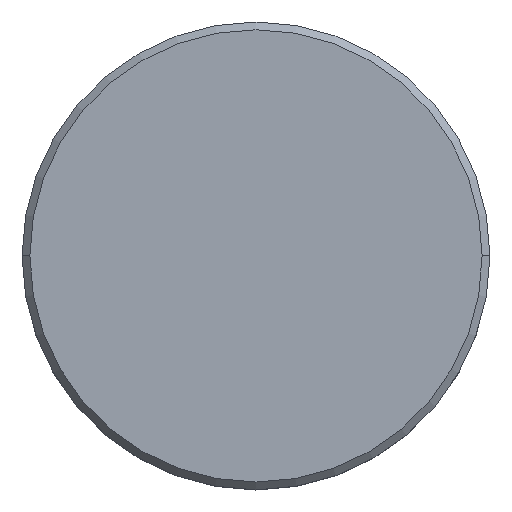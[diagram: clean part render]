
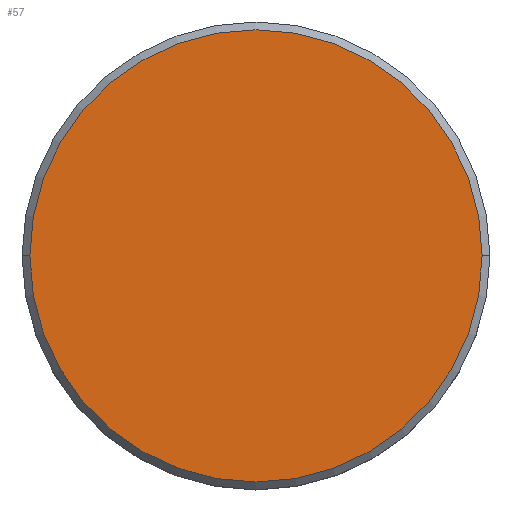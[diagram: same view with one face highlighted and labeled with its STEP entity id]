
A CAD part, top view. The second image highlights one B-rep face of the part: STEP entity #57.
In plain terms, the highlighted planar face has unit normal (0, 0, 1).
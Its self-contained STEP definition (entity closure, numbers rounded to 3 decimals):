
#14 = DIRECTION ( 'NONE',  ( 0., 0., 1. ) ) ;
#57 = ADVANCED_FACE ( 'NONE', ( #208 ), #337, .T. ) ;
#111 = AXIS2_PLACEMENT_3D ( 'NONE', #352, #536, #123 ) ;
#123 = DIRECTION ( 'NONE',  ( 1., 0., 0. ) ) ;
#127 = EDGE_LOOP ( 'NONE', ( #319, #150 ) ) ;
#150 = ORIENTED_EDGE ( 'NONE', *, *, #160, .T. ) ;
#160 = EDGE_CURVE ( 'NONE', #578, #493, #372, .T. ) ;
#167 = EDGE_CURVE ( 'NONE', #493, #578, #413, .T. ) ;
#202 = CARTESIAN_POINT ( 'NONE',  ( -14.5, 0., 0. ) ) ;
#208 = FACE_OUTER_BOUND ( 'NONE', #127, .T. ) ;
#258 = DIRECTION ( 'NONE',  ( 1., 0., 0. ) ) ;
#280 = AXIS2_PLACEMENT_3D ( 'NONE', #530, #14, #567 ) ;
#306 = CARTESIAN_POINT ( 'NONE',  ( 0., 0., 0. ) ) ;
#319 = ORIENTED_EDGE ( 'NONE', *, *, #167, .T. ) ;
#332 = AXIS2_PLACEMENT_3D ( 'NONE', #306, #505, #258 ) ;
#337 = PLANE ( 'NONE',  #280 ) ;
#352 = CARTESIAN_POINT ( 'NONE',  ( 0., 0., 0. ) ) ;
#368 = CARTESIAN_POINT ( 'NONE',  ( 14.5, 0., 0. ) ) ;
#372 = CIRCLE ( 'NONE', #111, 14.5 ) ;
#413 = CIRCLE ( 'NONE', #332, 14.5 ) ;
#493 = VERTEX_POINT ( 'NONE', #202 ) ;
#505 = DIRECTION ( 'NONE',  ( 0., 0., 1. ) ) ;
#530 = CARTESIAN_POINT ( 'NONE',  ( 0., 0., 0. ) ) ;
#536 = DIRECTION ( 'NONE',  ( 0., 0., 1. ) ) ;
#567 = DIRECTION ( 'NONE',  ( 1., 0., 0. ) ) ;
#578 = VERTEX_POINT ( 'NONE', #368 ) ;
